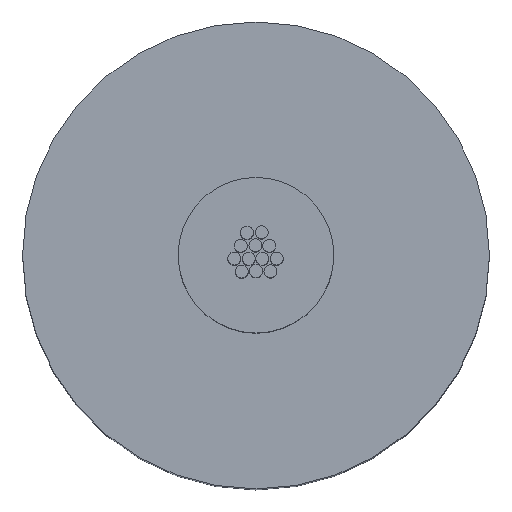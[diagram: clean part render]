
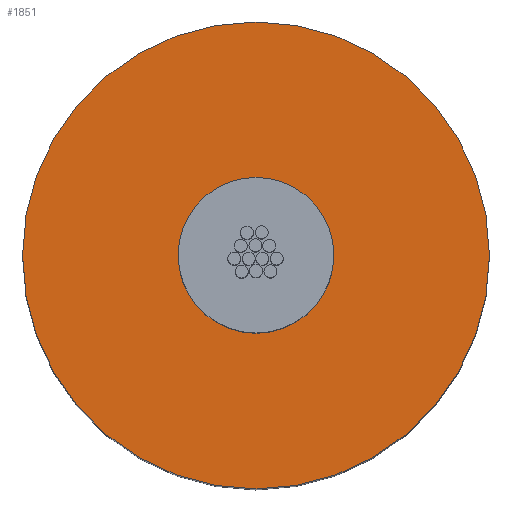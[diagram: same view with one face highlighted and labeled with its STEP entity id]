
A CAD part, top view. The second image highlights one B-rep face of the part: STEP entity #1851.
In plain terms, the highlighted planar face has unit normal (0, 0, 1).
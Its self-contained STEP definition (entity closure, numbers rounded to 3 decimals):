
#74 = DIRECTION ( 'NONE',  ( 1., 0., 0. ) ) ;
#180 = CIRCLE ( 'NONE', #1891, 3. ) ;
#530 = AXIS2_PLACEMENT_3D ( 'NONE', #2076, #1086, #74 ) ;
#531 = CIRCLE ( 'NONE', #530, 9. ) ;
#538 = EDGE_LOOP ( 'NONE', ( #1661, #733 ) ) ;
#622 = CARTESIAN_POINT ( 'NONE',  ( 0., 0., 23.7 ) ) ;
#651 = CIRCLE ( 'NONE', #1824, 9. ) ;
#722 = EDGE_CURVE ( 'NONE', #1552, #1802, #1052, .T. ) ;
#723 = VERTEX_POINT ( 'NONE', #787 ) ;
#733 = ORIENTED_EDGE ( 'NONE', *, *, #972, .F. ) ;
#753 = DIRECTION ( 'NONE',  ( 1., 0., 0. ) ) ;
#771 = DIRECTION ( 'NONE',  ( 1., 0., 0. ) ) ;
#787 = CARTESIAN_POINT ( 'NONE',  ( -9., 0., 23.7 ) ) ;
#797 = DIRECTION ( 'NONE',  ( 1., 0., 0. ) ) ;
#814 = EDGE_CURVE ( 'NONE', #1399, #723, #651, .T. ) ;
#856 = FACE_BOUND ( 'NONE', #538, .T. ) ;
#972 = EDGE_CURVE ( 'NONE', #1802, #1552, #180, .T. ) ;
#995 = DIRECTION ( 'NONE',  ( 0., 0., 1. ) ) ;
#1047 = CARTESIAN_POINT ( 'NONE',  ( 9., 0., 23.7 ) ) ;
#1052 = CIRCLE ( 'NONE', #1168, 3. ) ;
#1086 = DIRECTION ( 'NONE',  ( 0., 0., 1. ) ) ;
#1168 = AXIS2_PLACEMENT_3D ( 'NONE', #622, #1787, #797 ) ;
#1249 = AXIS2_PLACEMENT_3D ( 'NONE', #2101, #1760, #771 ) ;
#1399 = VERTEX_POINT ( 'NONE', #1047 ) ;
#1424 = CARTESIAN_POINT ( 'NONE',  ( 3., 0., 23.7 ) ) ;
#1509 = CARTESIAN_POINT ( 'NONE',  ( 0., 0., 23.7 ) ) ;
#1552 = VERTEX_POINT ( 'NONE', #1752 ) ;
#1564 = FACE_OUTER_BOUND ( 'NONE', #1682, .T. ) ;
#1600 = PLANE ( 'NONE',  #1249 ) ;
#1638 = DIRECTION ( 'NONE',  ( 0., 0., 1. ) ) ;
#1661 = ORIENTED_EDGE ( 'NONE', *, *, #722, .F. ) ;
#1682 = EDGE_LOOP ( 'NONE', ( #2039, #1686 ) ) ;
#1686 = ORIENTED_EDGE ( 'NONE', *, *, #814, .T. ) ;
#1752 = CARTESIAN_POINT ( 'NONE',  ( -3., 0., 23.7 ) ) ;
#1760 = DIRECTION ( 'NONE',  ( 0., 0., 1. ) ) ;
#1787 = DIRECTION ( 'NONE',  ( 0., 0., 1. ) ) ;
#1802 = VERTEX_POINT ( 'NONE', #1424 ) ;
#1824 = AXIS2_PLACEMENT_3D ( 'NONE', #1984, #995, #2159 ) ;
#1851 = ADVANCED_FACE ( 'NONE', ( #1564, #856 ), #1600, .T. ) ;
#1891 = AXIS2_PLACEMENT_3D ( 'NONE', #1509, #1638, #753 ) ;
#1984 = CARTESIAN_POINT ( 'NONE',  ( 0., 0., 23.7 ) ) ;
#2004 = EDGE_CURVE ( 'NONE', #723, #1399, #531, .T. ) ;
#2039 = ORIENTED_EDGE ( 'NONE', *, *, #2004, .T. ) ;
#2076 = CARTESIAN_POINT ( 'NONE',  ( 0., 0., 23.7 ) ) ;
#2101 = CARTESIAN_POINT ( 'NONE',  ( 0., 0., 23.7 ) ) ;
#2159 = DIRECTION ( 'NONE',  ( 1., 0., 0. ) ) ;
